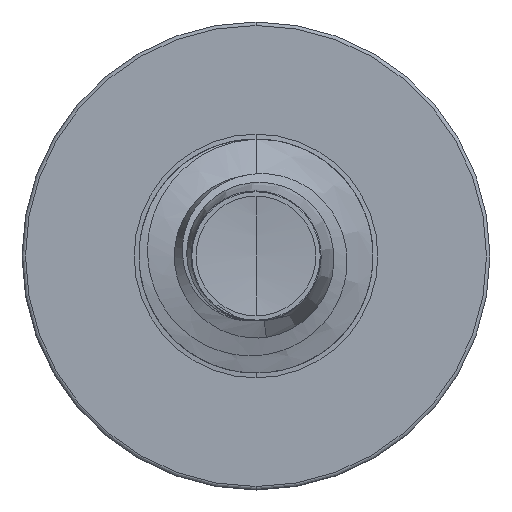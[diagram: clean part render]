
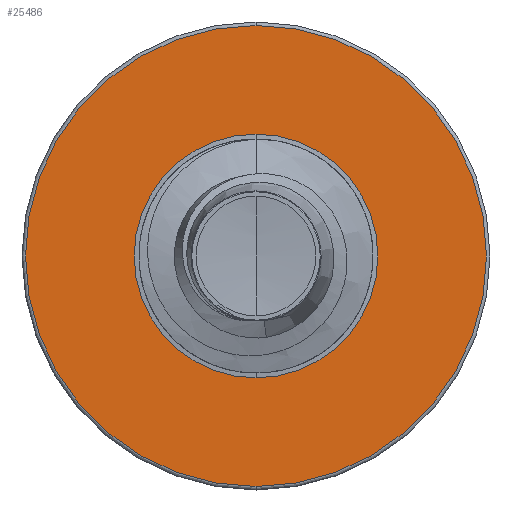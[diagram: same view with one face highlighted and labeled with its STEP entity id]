
A CAD part, front view. The second image highlights one B-rep face of the part: STEP entity #25486.
In plain terms, the highlighted planar face has unit normal (0, -1, 0).
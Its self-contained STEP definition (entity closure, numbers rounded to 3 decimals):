
#524 = ORIENTED_EDGE ( 'NONE', *, *, #653, .F. ) ;
#653 = EDGE_CURVE ( 'NONE', #13838, #10536, #17076, .T. ) ;
#1289 = CIRCLE ( 'NONE', #7686, 1.562 ) ;
#1729 = CIRCLE ( 'NONE', #27170, 2.955 ) ;
#1976 = VERTEX_POINT ( 'NONE', #15545 ) ;
#3162 = DIRECTION ( 'NONE',  ( 0., 1., 0. ) ) ;
#4673 = EDGE_CURVE ( 'NONE', #18826, #1976, #12181, .T. ) ;
#4848 = AXIS2_PLACEMENT_3D ( 'NONE', #11528, #11487, #11453 ) ;
#6456 = CARTESIAN_POINT ( 'NONE',  ( 0., 20., 0. ) ) ;
#7686 = AXIS2_PLACEMENT_3D ( 'NONE', #6456, #22822, #9251 ) ;
#8334 = ORIENTED_EDGE ( 'NONE', *, *, #4673, .T. ) ;
#8496 = CARTESIAN_POINT ( 'NONE',  ( 0., 20., -1.562 ) ) ;
#9251 = DIRECTION ( 'NONE',  ( 0., 0., 1. ) ) ;
#9467 = FACE_BOUND ( 'NONE', #25710, .T. ) ;
#10536 = VERTEX_POINT ( 'NONE', #19549 ) ;
#11453 = DIRECTION ( 'NONE',  ( 0., 0., 1. ) ) ;
#11487 = DIRECTION ( 'NONE',  ( 0., 1., 0. ) ) ;
#11491 = DIRECTION ( 'NONE',  ( 0., 1., 0. ) ) ;
#11528 = CARTESIAN_POINT ( 'NONE',  ( 0., 20., 0. ) ) ;
#12181 = CIRCLE ( 'NONE', #4848, 1.562 ) ;
#13838 = VERTEX_POINT ( 'NONE', #17647 ) ;
#14778 = DIRECTION ( 'NONE',  ( 0., 0., 1. ) ) ;
#14917 = EDGE_LOOP ( 'NONE', ( #25196, #524 ) ) ;
#15268 = ORIENTED_EDGE ( 'NONE', *, *, #23967, .T. ) ;
#15545 = CARTESIAN_POINT ( 'NONE',  ( 0., 20., -1.562 ) ) ;
#16174 = FACE_OUTER_BOUND ( 'NONE', #14917, .T. ) ;
#17076 = CIRCLE ( 'NONE', #25290, 2.955 ) ;
#17093 = CARTESIAN_POINT ( 'NONE',  ( 0., 20., 0. ) ) ;
#17647 = CARTESIAN_POINT ( 'NONE',  ( 0., 20., -2.955 ) ) ;
#17978 = DIRECTION ( 'NONE',  ( 0., 1., 0. ) ) ;
#18726 = CARTESIAN_POINT ( 'NONE',  ( 0., 20., 0. ) ) ;
#18826 = VERTEX_POINT ( 'NONE', #28925 ) ;
#19549 = CARTESIAN_POINT ( 'NONE',  ( 0., 20., 2.955 ) ) ;
#20559 = PLANE ( 'NONE',  #25012 ) ;
#20814 = DIRECTION ( 'NONE',  ( 0., 0., 1. ) ) ;
#22822 = DIRECTION ( 'NONE',  ( 0., 1., 0. ) ) ;
#23967 = EDGE_CURVE ( 'NONE', #1976, #18826, #1289, .T. ) ;
#25012 = AXIS2_PLACEMENT_3D ( 'NONE', #8496, #11491, #25997 ) ;
#25196 = ORIENTED_EDGE ( 'NONE', *, *, #25556, .F. ) ;
#25290 = AXIS2_PLACEMENT_3D ( 'NONE', #17093, #17978, #14778 ) ;
#25486 = ADVANCED_FACE ( 'NONE', ( #16174, #9467 ), #20559, .F. ) ;
#25556 = EDGE_CURVE ( 'NONE', #10536, #13838, #1729, .T. ) ;
#25710 = EDGE_LOOP ( 'NONE', ( #8334, #15268 ) ) ;
#25997 = DIRECTION ( 'NONE',  ( 0., 0., 1. ) ) ;
#27170 = AXIS2_PLACEMENT_3D ( 'NONE', #18726, #3162, #20814 ) ;
#28925 = CARTESIAN_POINT ( 'NONE',  ( 0., 20., 1.562 ) ) ;
